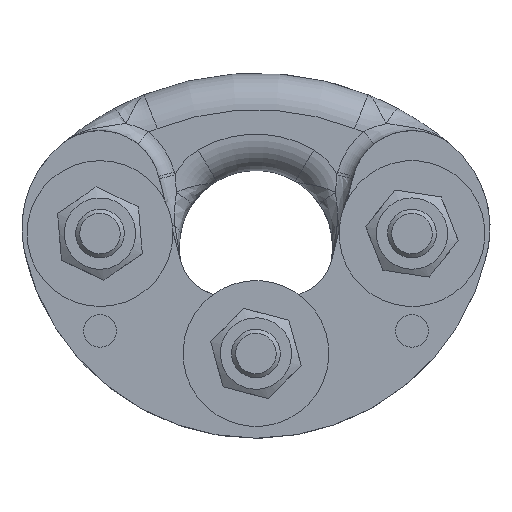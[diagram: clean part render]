
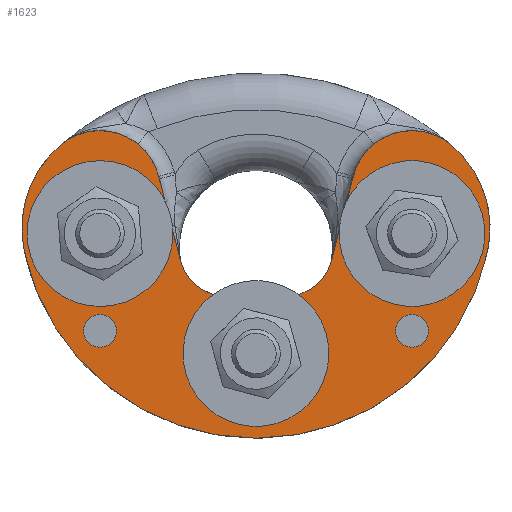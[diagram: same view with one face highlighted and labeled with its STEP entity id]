
A CAD part, front view. The second image highlights one B-rep face of the part: STEP entity #1623.
In plain terms, the highlighted planar face has unit normal (0, -1, 0).
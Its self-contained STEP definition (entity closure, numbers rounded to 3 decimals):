
#51=FACE_BOUND('',#341,.T.);
#52=FACE_BOUND('',#342,.T.);
#53=FACE_BOUND('',#343,.T.);
#54=FACE_BOUND('',#344,.T.);
#55=FACE_BOUND('',#345,.T.);
#158=PLANE('',#1767);
#233=FACE_OUTER_BOUND('',#340,.T.);
#340=EDGE_LOOP('',(#1182,#1183,#1184,#1185,#1186,#1187,#1188,#1189,#1190,
#1191));
#341=EDGE_LOOP('',(#1192));
#342=EDGE_LOOP('',(#1193));
#343=EDGE_LOOP('',(#1194));
#344=EDGE_LOOP('',(#1195));
#345=EDGE_LOOP('',(#1196));
#449=LINE('',#3321,#510);
#450=LINE('',#3329,#511);
#510=VECTOR('',#2034,10.);
#511=VECTOR('',#2041,10.);
#558=CIRCLE('',#1722,3.);
#563=CIRCLE('',#1731,3.);
#568=CIRCLE('',#1740,3.);
#587=CIRCLE('',#1768,29.25);
#588=CIRCLE('',#1769,13.5);
#589=CIRCLE('',#1770,7.5);
#590=CIRCLE('',#1771,6.);
#591=CIRCLE('',#1772,12.75);
#592=CIRCLE('',#1773,6.);
#593=CIRCLE('',#1774,7.5);
#594=CIRCLE('',#1775,13.5);
#595=CIRCLE('',#1776,2.025);
#596=CIRCLE('',#1777,2.025);
#657=VERTEX_POINT('',#2380);
#662=VERTEX_POINT('',#2397);
#667=VERTEX_POINT('',#2414);
#709=VERTEX_POINT('',#3313);
#710=VERTEX_POINT('',#3314);
#711=VERTEX_POINT('',#3316);
#712=VERTEX_POINT('',#3318);
#713=VERTEX_POINT('',#3320);
#714=VERTEX_POINT('',#3322);
#715=VERTEX_POINT('',#3324);
#716=VERTEX_POINT('',#3326);
#717=VERTEX_POINT('',#3328);
#718=VERTEX_POINT('',#3330);
#719=VERTEX_POINT('',#3333);
#720=VERTEX_POINT('',#3335);
#818=EDGE_CURVE('',#657,#657,#558,.T.);
#826=EDGE_CURVE('',#662,#662,#563,.T.);
#834=EDGE_CURVE('',#667,#667,#568,.T.);
#894=EDGE_CURVE('',#709,#710,#587,.T.);
#895=EDGE_CURVE('',#711,#709,#588,.T.);
#896=EDGE_CURVE('',#712,#711,#589,.T.);
#897=EDGE_CURVE('',#713,#712,#449,.T.);
#898=EDGE_CURVE('',#714,#713,#590,.T.);
#899=EDGE_CURVE('',#715,#714,#591,.T.);
#900=EDGE_CURVE('',#716,#715,#592,.T.);
#901=EDGE_CURVE('',#717,#716,#450,.T.);
#902=EDGE_CURVE('',#718,#717,#593,.T.);
#903=EDGE_CURVE('',#710,#718,#594,.T.);
#904=EDGE_CURVE('',#719,#719,#595,.T.);
#905=EDGE_CURVE('',#720,#720,#596,.T.);
#1182=ORIENTED_EDGE('',*,*,#894,.F.);
#1183=ORIENTED_EDGE('',*,*,#895,.F.);
#1184=ORIENTED_EDGE('',*,*,#896,.F.);
#1185=ORIENTED_EDGE('',*,*,#897,.F.);
#1186=ORIENTED_EDGE('',*,*,#898,.F.);
#1187=ORIENTED_EDGE('',*,*,#899,.F.);
#1188=ORIENTED_EDGE('',*,*,#900,.F.);
#1189=ORIENTED_EDGE('',*,*,#901,.F.);
#1190=ORIENTED_EDGE('',*,*,#902,.F.);
#1191=ORIENTED_EDGE('',*,*,#903,.F.);
#1192=ORIENTED_EDGE('',*,*,#818,.T.);
#1193=ORIENTED_EDGE('',*,*,#826,.T.);
#1194=ORIENTED_EDGE('',*,*,#834,.T.);
#1195=ORIENTED_EDGE('',*,*,#904,.T.);
#1196=ORIENTED_EDGE('',*,*,#905,.T.);
#1623=ADVANCED_FACE('',(#233,#51,#52,#53,#54,#55),#158,.F.);
#1722=AXIS2_PLACEMENT_3D('',#2381,#1923,#1924);
#1731=AXIS2_PLACEMENT_3D('',#2398,#1944,#1945);
#1740=AXIS2_PLACEMENT_3D('',#2415,#1965,#1966);
#1767=AXIS2_PLACEMENT_3D('',#3312,#2026,#2027);
#1768=AXIS2_PLACEMENT_3D('',#3315,#2028,#2029);
#1769=AXIS2_PLACEMENT_3D('',#3317,#2030,#2031);
#1770=AXIS2_PLACEMENT_3D('',#3319,#2032,#2033);
#1771=AXIS2_PLACEMENT_3D('',#3323,#2035,#2036);
#1772=AXIS2_PLACEMENT_3D('',#3325,#2037,#2038);
#1773=AXIS2_PLACEMENT_3D('',#3327,#2039,#2040);
#1774=AXIS2_PLACEMENT_3D('',#3331,#2042,#2043);
#1775=AXIS2_PLACEMENT_3D('',#3332,#2044,#2045);
#1776=AXIS2_PLACEMENT_3D('',#3334,#2046,#2047);
#1777=AXIS2_PLACEMENT_3D('',#3336,#2048,#2049);
#1923=DIRECTION('center_axis',(0.,1.,0.));
#1924=DIRECTION('ref_axis',(0.362,0.,-0.932));
#1944=DIRECTION('center_axis',(0.,1.,0.));
#1945=DIRECTION('ref_axis',(-0.825,0.,-0.566));
#1965=DIRECTION('center_axis',(0.,1.,0.));
#1966=DIRECTION('ref_axis',(0.988,0.,-0.157));
#2026=DIRECTION('center_axis',(0.,1.,0.));
#2027=DIRECTION('ref_axis',(0.,0.,
1.));
#2028=DIRECTION('center_axis',(0.,1.,0.));
#2029=DIRECTION('ref_axis',(-0.977,0.,-0.214));
#2030=DIRECTION('center_axis',(0.,1.,0.));
#2031=DIRECTION('ref_axis',(0.977,0.,-0.214));
#2032=DIRECTION('center_axis',(0.,1.,0.));
#2033=DIRECTION('ref_axis',(0.647,0.,0.762));
#2034=DIRECTION('',(0.249,0.,0.968));
#2035=DIRECTION('center_axis',(0.,-1.,0.));
#2036=DIRECTION('ref_axis',(-0.525,0.,0.851));
#2037=DIRECTION('center_axis',(0.,-1.,0.));
#2038=DIRECTION('ref_axis',(0.525,0.,0.851));
#2039=DIRECTION('center_axis',(0.,-1.,0.));
#2040=DIRECTION('ref_axis',(0.968,0.,0.249));
#2041=DIRECTION('',(0.249,0.,-0.968));
#2042=DIRECTION('center_axis',(0.,1.,0.));
#2043=DIRECTION('ref_axis',(0.968,0.,0.249));
#2044=DIRECTION('center_axis',(0.,1.,0.));
#2045=DIRECTION('ref_axis',(-0.647,0.,0.762));
#2046=DIRECTION('center_axis',(0.,1.,0.));
#2047=DIRECTION('ref_axis',(0.,0.,
1.));
#2048=DIRECTION('center_axis',(0.,1.,0.));
#2049=DIRECTION('ref_axis',(0.,0.,
1.));
#2380=CARTESIAN_POINT('',(18.164,0.,2.796));
#2381=CARTESIAN_POINT('Origin',(19.25,0.,0.));
#2397=CARTESIAN_POINT('',(-16.776,0.,1.697));
#2398=CARTESIAN_POINT('Origin',(-19.25,0.,0.));
#2414=CARTESIAN_POINT('',(-2.963,0.,-14.33));
#2415=CARTESIAN_POINT('Origin',(0.,0.,
-14.8));
#3312=CARTESIAN_POINT('Origin',(0.,0.,
-4.841));
#3313=CARTESIAN_POINT('',(28.571,0.,-2.267));
#3314=CARTESIAN_POINT('',(-28.571,0.,-2.267));
#3315=CARTESIAN_POINT('Origin',(0.,0.,
4.));
#3316=CARTESIAN_POINT('',(24.124,0.,10.915));
#3317=CARTESIAN_POINT('Origin',(15.384,0.,0.626));
#3318=CARTESIAN_POINT('',(12.005,0.,7.067));
#3319=CARTESIAN_POINT('Origin',(19.269,0.,
5.198));
#3320=CARTESIAN_POINT('',(9.354,0.,-3.24));
#3321=CARTESIAN_POINT('',(12.005,0.,7.067));
#3322=CARTESIAN_POINT('',(6.693,0.,-6.852));
#3323=CARTESIAN_POINT('Origin',(3.544,0.,-1.745));
#3324=CARTESIAN_POINT('',(-6.693,0.,-6.852));
#3325=CARTESIAN_POINT('Origin',(0.,0.,
4.));
#3326=CARTESIAN_POINT('',(-9.354,0.,-3.24));
#3327=CARTESIAN_POINT('Origin',(-3.544,0.,
-1.745));
#3328=CARTESIAN_POINT('',(-12.005,0.,7.067));
#3329=CARTESIAN_POINT('',(-9.354,0.,-3.24));
#3330=CARTESIAN_POINT('',(-24.124,0.,10.915));
#3331=CARTESIAN_POINT('Origin',(-19.269,0.,
5.198));
#3332=CARTESIAN_POINT('Origin',(-15.384,0.,
0.626));
#3333=CARTESIAN_POINT('',(-19.25,0.,-14.025));
#3334=CARTESIAN_POINT('Origin',(-19.25,0.,-12.));
#3335=CARTESIAN_POINT('',(19.25,0.,-14.025));
#3336=CARTESIAN_POINT('Origin',(19.25,0.,-12.));
